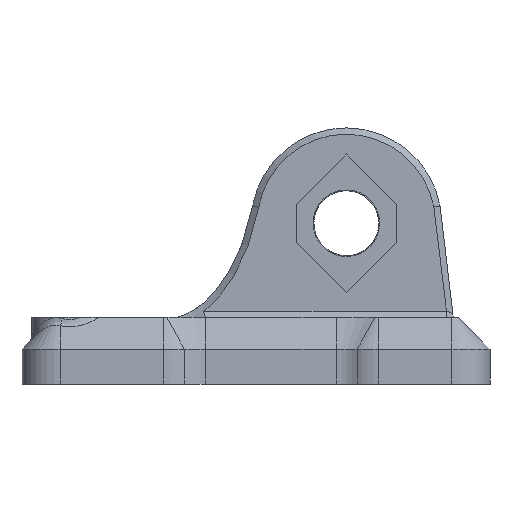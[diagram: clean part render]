
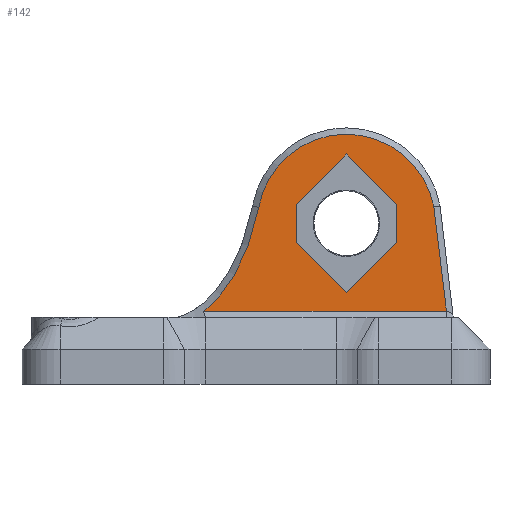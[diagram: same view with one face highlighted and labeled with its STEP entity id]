
A CAD part, left-side view. The second image highlights one B-rep face of the part: STEP entity #142.
In plain terms, the highlighted planar face has unit normal (-1, 0, 0).
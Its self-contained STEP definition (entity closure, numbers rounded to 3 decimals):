
#21=FACE_BOUND('',#444,.T.);
#142=ADVANCED_FACE('',(#289,#21),#2331,.T.);
#289=FACE_OUTER_BOUND('',#443,.T.);
#443=EDGE_LOOP('',(#942,#943,#944,#945,#946));
#444=EDGE_LOOP('',(#947,#948,#949,#950,#951,#952));
#942=ORIENTED_EDGE('',*,*,#1335,.T.);
#943=ORIENTED_EDGE('',*,*,#1332,.T.);
#944=ORIENTED_EDGE('',*,*,#1355,.T.);
#945=ORIENTED_EDGE('',*,*,#1349,.T.);
#946=ORIENTED_EDGE('',*,*,#1358,.F.);
#947=ORIENTED_EDGE('',*,*,#1306,.F.);
#948=ORIENTED_EDGE('',*,*,#1325,.T.);
#949=ORIENTED_EDGE('',*,*,#1315,.T.);
#950=ORIENTED_EDGE('',*,*,#1302,.F.);
#951=ORIENTED_EDGE('',*,*,#1321,.T.);
#952=ORIENTED_EDGE('',*,*,#1310,.T.);
#1302=EDGE_CURVE('',#2062,#2063,#1630,.T.);
#1306=EDGE_CURVE('',#2067,#2068,#1634,.T.);
#1310=EDGE_CURVE('',#2075,#2068,#1638,.T.);
#1315=EDGE_CURVE('',#2074,#2063,#1643,.T.);
#1321=EDGE_CURVE('',#2062,#2075,#1649,.T.);
#1325=EDGE_CURVE('',#2067,#2074,#1653,.T.);
#1332=EDGE_CURVE('',#2083,#2103,#1656,.T.);
#1335=EDGE_CURVE('',#2086,#2083,#1659,.T.);
#1349=EDGE_CURVE('',#2098,#2101,#1668,.T.);
#1355=EDGE_CURVE('',#2103,#2098,#1905,.T.);
#1358=EDGE_CURVE('',#2086,#2101,#1675,.T.);
#1630=B_SPLINE_CURVE_WITH_KNOTS('',1,(#4479,#4480),.UNSPECIFIED.,.F.,.F.,
(2,2),(0.,3.),.UNSPECIFIED.);
#1634=B_SPLINE_CURVE_WITH_KNOTS('',1,(#4487,#4488),.UNSPECIFIED.,.F.,.F.,
(2,2),(0.,3.),.UNSPECIFIED.);
#1638=B_SPLINE_CURVE_WITH_KNOTS('',1,(#4495,#4496),.UNSPECIFIED.,.F.,.F.,
(2,2),(-5.579,0.),.UNSPECIFIED.);
#1643=B_SPLINE_CURVE_WITH_KNOTS('',1,(#4505,#4506),.UNSPECIFIED.,.F.,.F.,
(2,2),(-5.579,0.),.UNSPECIFIED.);
#1649=B_SPLINE_CURVE_WITH_KNOTS('',1,(#4517,#4518),.UNSPECIFIED.,.F.,.F.,
(2,2),(-5.579,0.),.UNSPECIFIED.);
#1653=B_SPLINE_CURVE_WITH_KNOTS('',1,(#4525,#4526),.UNSPECIFIED.,.F.,.F.,
(2,2),(-5.579,0.),.UNSPECIFIED.);
#1656=B_SPLINE_CURVE_WITH_KNOTS('',1,(#4543,#4544),.UNSPECIFIED.,.F.,.F.,
(2,2),(-1.872,-1.863),.UNSPECIFIED.);
#1659=B_SPLINE_CURVE_WITH_KNOTS('',1,(#4549,#4550),.UNSPECIFIED.,.F.,.F.,
(2,2),(0.,8.249),.UNSPECIFIED.);
#1668=B_SPLINE_CURVE_WITH_KNOTS('',3,(#4609,#4610,#4611,#4612,#4613,#4614,
#4615,#4616,#4617,#4618),.UNSPECIFIED.,.F.,.F.,(4,3,1,1,1,4),(-0.002,
0.,2.526,5.053,7.29,9.436),
 .UNSPECIFIED.);
#1675=B_SPLINE_CURVE_WITH_KNOTS('',1,(#4665,#4666,#4667),.UNSPECIFIED.,
 .F.,.F.,(2,1,2),(-1.872,0.,16.234),.UNSPECIFIED.);
#1905=TRIMMED_CURVE($,#1962,(#4655),(#4656),.T.,.CARTESIAN.);
#1962=CIRCLE('',#2584,7.);
#2062=VERTEX_POINT('',#4090);
#2063=VERTEX_POINT('',#4091);
#2067=VERTEX_POINT('',#4095);
#2068=VERTEX_POINT('',#4096);
#2074=VERTEX_POINT('',#4102);
#2075=VERTEX_POINT('',#4103);
#2083=VERTEX_POINT('',#4111);
#2086=VERTEX_POINT('',#4114);
#2098=VERTEX_POINT('',#4126);
#2101=VERTEX_POINT('',#4129);
#2103=VERTEX_POINT('',#4131);
#2331=PLANE('',#2538);
#2538=AXIS2_PLACEMENT_3D('',#3375,#2703,$);
#2584=AXIS2_PLACEMENT_3D($,#4654,#2774,#2775);
#2703=DIRECTION('',(-1.,0.,0.));
#2774=DIRECTION('',(-1.,0.,0.));
#2775=DIRECTION('',(0.,-0.981,0.192));
#3375=CARTESIAN_POINT('',(-9.497,56.358,36.75));
#4090=CARTESIAN_POINT('',(-9.497,60.292,42.159));
#4091=CARTESIAN_POINT('',(-9.497,60.292,45.159));
#4095=CARTESIAN_POINT('',(-9.497,68.182,45.159));
#4096=CARTESIAN_POINT('',(-9.497,68.182,42.159));
#4102=CARTESIAN_POINT('',(-9.497,64.237,49.104));
#4103=CARTESIAN_POINT('',(-9.497,64.237,38.214));
#4111=CARTESIAN_POINT('',(-9.497,57.358,44.999));
#4114=CARTESIAN_POINT('',(-9.497,56.358,36.75));
#4126=CARTESIAN_POINT('',(-9.497,71.125,44.908));
#4129=CARTESIAN_POINT('',(-9.497,75.464,36.75));
#4131=CARTESIAN_POINT('',(-9.497,57.367,44.999));
#4479=CARTESIAN_POINT('',(-9.497,60.292,42.159));
#4480=CARTESIAN_POINT('',(-9.497,60.292,45.159));
#4487=CARTESIAN_POINT('',(-9.497,68.182,45.159));
#4488=CARTESIAN_POINT('',(-9.497,68.182,42.159));
#4495=CARTESIAN_POINT('',(-9.497,64.237,38.214));
#4496=CARTESIAN_POINT('',(-9.497,68.182,42.159));
#4505=CARTESIAN_POINT('',(-9.497,64.237,49.104));
#4506=CARTESIAN_POINT('',(-9.497,60.292,45.159));
#4517=CARTESIAN_POINT('',(-9.497,60.292,42.159));
#4518=CARTESIAN_POINT('',(-9.497,64.237,38.214));
#4525=CARTESIAN_POINT('',(-9.497,68.182,45.159));
#4526=CARTESIAN_POINT('',(-9.497,64.237,49.104));
#4543=CARTESIAN_POINT('',(-9.497,57.358,44.999));
#4544=CARTESIAN_POINT('',(-9.497,57.367,44.999));
#4549=CARTESIAN_POINT('',(-9.497,56.358,36.75));
#4550=CARTESIAN_POINT('',(-9.497,57.358,44.999));
#4609=CARTESIAN_POINT('',(-9.497,71.125,44.908));
#4610=CARTESIAN_POINT('',(-9.497,71.125,44.907));
#4611=CARTESIAN_POINT('',(-9.497,71.125,44.906));
#4612=CARTESIAN_POINT('',(-9.497,71.125,44.906));
#4613=CARTESIAN_POINT('',(-9.497,71.283,44.078));
#4614=CARTESIAN_POINT('',(-9.497,71.702,42.444));
#4615=CARTESIAN_POINT('',(-9.497,72.635,40.191));
#4616=CARTESIAN_POINT('',(-9.497,73.864,38.233));
#4617=CARTESIAN_POINT('',(-9.497,74.892,37.178));
#4618=CARTESIAN_POINT('',(-9.497,75.464,36.75));
#4654=CARTESIAN_POINT('',(-9.497,64.237,43.659));
#4655=CARTESIAN_POINT('',(-9.497,57.367,44.999));
#4656=CARTESIAN_POINT('',(-9.497,71.125,44.908));
#4665=CARTESIAN_POINT('',(-9.497,56.358,36.75));
#4666=CARTESIAN_POINT('',(-9.497,58.333,36.75));
#4667=CARTESIAN_POINT('',(-9.497,75.464,36.75));
